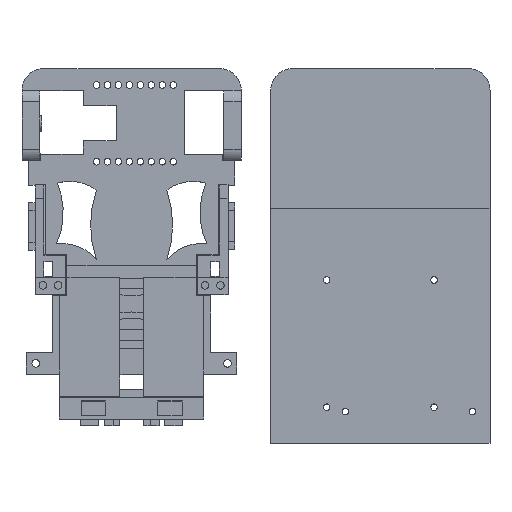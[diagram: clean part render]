
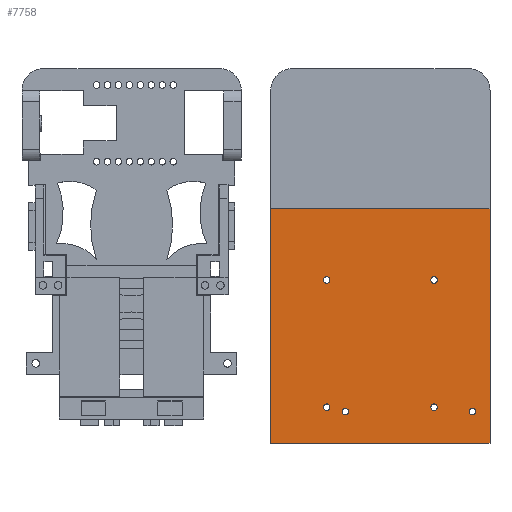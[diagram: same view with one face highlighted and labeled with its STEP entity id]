
A CAD part, top view. The second image highlights one B-rep face of the part: STEP entity #7758.
In plain terms, the highlighted planar face has unit normal (0, 0, 1).
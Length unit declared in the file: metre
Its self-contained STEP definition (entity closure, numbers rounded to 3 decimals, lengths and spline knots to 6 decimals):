
#285=LINE('',#11229,#1133);
#291=LINE('',#11244,#1139);
#303=LINE('',#11273,#1151);
#304=LINE('',#11287,#1152);
#1133=VECTOR('',#9001,1.);
#1139=VECTOR('',#9017,1.);
#1151=VECTOR('',#9053,1.);
#1152=VECTOR('',#9068,1.);
#2133=ORIENTED_EDGE('',*,*,#4270,.F.);
#2134=ORIENTED_EDGE('',*,*,#4271,.F.);
#2135=ORIENTED_EDGE('',*,*,#4272,.F.);
#2136=ORIENTED_EDGE('',*,*,#4273,.F.);
#2137=ORIENTED_EDGE('',*,*,#4274,.F.);
#2138=ORIENTED_EDGE('',*,*,#4275,.F.);
#2139=ORIENTED_EDGE('',*,*,#4257,.F.);
#2140=ORIENTED_EDGE('',*,*,#4269,.T.);
#2141=ORIENTED_EDGE('',*,*,#4249,.T.);
#2142=ORIENTED_EDGE('',*,*,#4276,.T.);
#4249=EDGE_CURVE('',#5349,#5348,#285,.T.);
#4257=EDGE_CURVE('',#5352,#5353,#291,.T.);
#4269=EDGE_CURVE('',#5352,#5349,#303,.T.);
#4270=EDGE_CURVE('',#5358,#5358,#6059,.T.);
#4271=EDGE_CURVE('',#5359,#5359,#6060,.T.);
#4272=EDGE_CURVE('',#5360,#5360,#6061,.T.);
#4273=EDGE_CURVE('',#5361,#5361,#6062,.T.);
#4274=EDGE_CURVE('',#5362,#5362,#6063,.T.);
#4275=EDGE_CURVE('',#5363,#5363,#6064,.T.);
#4276=EDGE_CURVE('',#5348,#5353,#304,.T.);
#5348=VERTEX_POINT('',#11228);
#5349=VERTEX_POINT('',#11230);
#5352=VERTEX_POINT('',#11243);
#5353=VERTEX_POINT('',#11245);
#5358=VERTEX_POINT('',#11276);
#5359=VERTEX_POINT('',#11278);
#5360=VERTEX_POINT('',#11280);
#5361=VERTEX_POINT('',#11282);
#5362=VERTEX_POINT('',#11284);
#5363=VERTEX_POINT('',#11286);
#6059=CIRCLE('',#8212,0.0015);
#6060=CIRCLE('',#8213,0.0015);
#6061=CIRCLE('',#8214,0.0015);
#6062=CIRCLE('',#8215,0.0015);
#6063=CIRCLE('',#8216,0.0015);
#6064=CIRCLE('',#8217,0.0015);
#6333=EDGE_LOOP('',(#2133));
#6334=EDGE_LOOP('',(#2134));
#6335=EDGE_LOOP('',(#2135));
#6336=EDGE_LOOP('',(#2136));
#6337=EDGE_LOOP('',(#2137));
#6338=EDGE_LOOP('',(#2138));
#6339=EDGE_LOOP('',(#2139,#2140,#2141,#2142));
#6927=FACE_BOUND('',#6333,.T.);
#6928=FACE_BOUND('',#6334,.T.);
#6929=FACE_BOUND('',#6335,.T.);
#6930=FACE_BOUND('',#6336,.T.);
#6931=FACE_BOUND('',#6337,.T.);
#6932=FACE_BOUND('',#6338,.T.);
#6933=FACE_BOUND('',#6339,.T.);
#7492=PLANE('',#8211);
#7758=ADVANCED_FACE('',(#6927,#6928,#6929,#6930,#6931,#6932,#6933),#7492,
 .T.);
#8211=AXIS2_PLACEMENT_3D('',#11274,#9054,#9055);
#8212=AXIS2_PLACEMENT_3D('',#11275,#9056,#9057);
#8213=AXIS2_PLACEMENT_3D('',#11277,#9058,#9059);
#8214=AXIS2_PLACEMENT_3D('',#11279,#9060,#9061);
#8215=AXIS2_PLACEMENT_3D('',#11281,#9062,#9063);
#8216=AXIS2_PLACEMENT_3D('',#11283,#9064,#9065);
#8217=AXIS2_PLACEMENT_3D('',#11285,#9066,#9067);
#9001=DIRECTION('',(0.,-1.,0.));
#9017=DIRECTION('',(0.,-1.,0.));
#9053=DIRECTION('',(-1.,0.,0.));
#9054=DIRECTION('',(0.,0.,1.));
#9055=DIRECTION('',(1.,0.,0.));
#9056=DIRECTION('',(0.,0.,1.));
#9057=DIRECTION('',(1.,0.,0.));
#9058=DIRECTION('',(0.,0.,1.));
#9059=DIRECTION('',(1.,0.,0.));
#9060=DIRECTION('',(0.,0.,1.));
#9061=DIRECTION('',(1.,0.,0.));
#9062=DIRECTION('',(0.,0.,1.));
#9063=DIRECTION('',(1.,0.,0.));
#9064=DIRECTION('',(0.,0.,1.));
#9065=DIRECTION('',(1.,0.,0.));
#9066=DIRECTION('',(0.,0.,1.));
#9067=DIRECTION('',(1.,0.,0.));
#9068=DIRECTION('',(1.,0.,0.));
#11228=CARTESIAN_POINT('',(0.063459,-0.091,0.027));
#11229=CARTESIAN_POINT('',(0.063459,0.0225,0.027));
#11230=CARTESIAN_POINT('',(0.063459,0.016,0.027));
#11243=CARTESIAN_POINT('',(0.163459,0.016,0.027));
#11244=CARTESIAN_POINT('',(0.163459,0.0225,0.027));
#11245=CARTESIAN_POINT('',(0.163459,-0.091,0.027));
#11273=CARTESIAN_POINT('',(0.113459,0.016,0.027));
#11274=CARTESIAN_POINT('',(0.113459,0.0225,0.027));
#11275=CARTESIAN_POINT('',(0.155459,-0.0765,0.027));
#11276=CARTESIAN_POINT('',(0.156959,-0.0765,0.027));
#11277=CARTESIAN_POINT('',(0.088959,-0.0165,0.027));
#11278=CARTESIAN_POINT('',(0.090459,-0.0165,0.027));
#11279=CARTESIAN_POINT('',(0.137959,-0.0745,0.027));
#11280=CARTESIAN_POINT('',(0.139459,-0.0745,0.027));
#11281=CARTESIAN_POINT('',(0.137959,-0.0165,0.027));
#11282=CARTESIAN_POINT('',(0.139459,-0.0165,0.027));
#11283=CARTESIAN_POINT('',(0.097459,-0.0765,0.027));
#11284=CARTESIAN_POINT('',(0.098959,-0.0765,0.027));
#11285=CARTESIAN_POINT('',(0.088959,-0.0745,0.027));
#11286=CARTESIAN_POINT('',(0.090459,-0.0745,0.027));
#11287=CARTESIAN_POINT('',(0.113459,-0.091,0.027));
